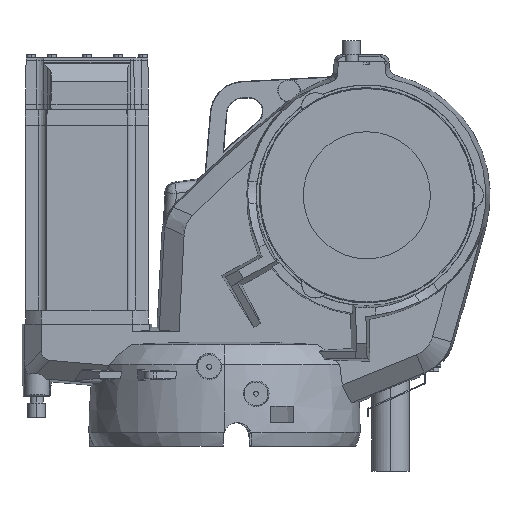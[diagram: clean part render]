
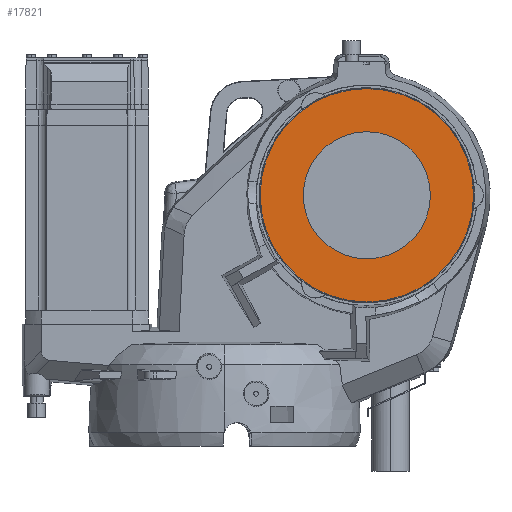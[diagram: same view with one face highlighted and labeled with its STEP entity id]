
A CAD part, front view. The second image highlights one B-rep face of the part: STEP entity #17821.
In plain terms, the highlighted planar face has unit normal (0, -1, 0).
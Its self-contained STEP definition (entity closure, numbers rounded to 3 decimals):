
#1461 = VERTEX_POINT ( 'NONE', #40864 ) ;
#2363 = CARTESIAN_POINT ( 'NONE',  ( 83., -145.4, 215. ) ) ;
#3900 = ORIENTED_EDGE ( 'NONE', *, *, #11813, .F. ) ;
#4841 = DIRECTION ( 'NONE',  ( 0., -1., 0. ) ) ;
#7004 = CIRCLE ( 'NONE', #12408, 67. ) ;
#9519 = DIRECTION ( 'NONE',  ( 1., 0., 0. ) ) ;
#10728 = VERTEX_POINT ( 'NONE', #19012 ) ;
#10775 = DIRECTION ( 'NONE',  ( 1., 0., 0. ) ) ;
#11627 = CARTESIAN_POINT ( 'NONE',  ( 150., -145.4, 215. ) ) ;
#11813 = EDGE_CURVE ( 'NONE', #30255, #41440, #7004, .T. ) ;
#12408 = AXIS2_PLACEMENT_3D ( 'NONE', #37322, #30559, #27372 ) ;
#13166 = DIRECTION ( 'NONE',  ( 0., 1., 0. ) ) ;
#13738 = ORIENTED_EDGE ( 'NONE', *, *, #15269, .F. ) ;
#14595 = ORIENTED_EDGE ( 'NONE', *, *, #32028, .F. ) ;
#15269 = EDGE_CURVE ( 'NONE', #41440, #30255, #20223, .T. ) ;
#16107 = PLANE ( 'NONE',  #35786 ) ;
#17821 = ADVANCED_FACE ( 'NONE', ( #25619, #22258 ), #16107, .F. ) ;
#17870 = CIRCLE ( 'NONE', #29358, 112.5 ) ;
#19012 = CARTESIAN_POINT ( 'NONE',  ( 262.5, -145.4, 215. ) ) ;
#19280 = EDGE_LOOP ( 'NONE', ( #3900, #13738 ) ) ;
#20223 = CIRCLE ( 'NONE', #35755, 67. ) ;
#21600 = DIRECTION ( 'NONE',  ( 0., 1., 0. ) ) ;
#22258 = FACE_BOUND ( 'NONE', #19280, .T. ) ;
#23699 = CIRCLE ( 'NONE', #27063, 112.5 ) ;
#25619 = FACE_OUTER_BOUND ( 'NONE', #27735, .T. ) ;
#27063 = AXIS2_PLACEMENT_3D ( 'NONE', #38991, #13166, #39194 ) ;
#27278 = CARTESIAN_POINT ( 'NONE',  ( 150., -145.4, 215. ) ) ;
#27372 = DIRECTION ( 'NONE',  ( 1., 0., 0. ) ) ;
#27735 = EDGE_LOOP ( 'NONE', ( #14595, #39157 ) ) ;
#28349 = DIRECTION ( 'NONE',  ( 1., 0., 0. ) ) ;
#29018 = DIRECTION ( 'NONE',  ( 0., 1., 0. ) ) ;
#29358 = AXIS2_PLACEMENT_3D ( 'NONE', #11627, #21600, #28349 ) ;
#30255 = VERTEX_POINT ( 'NONE', #39129 ) ;
#30559 = DIRECTION ( 'NONE',  ( 0., -1., 0. ) ) ;
#32028 = EDGE_CURVE ( 'NONE', #10728, #1461, #17870, .T. ) ;
#34675 = EDGE_CURVE ( 'NONE', #1461, #10728, #23699, .T. ) ;
#35755 = AXIS2_PLACEMENT_3D ( 'NONE', #27278, #4841, #10775 ) ;
#35786 = AXIS2_PLACEMENT_3D ( 'NONE', #38551, #29018, #9519 ) ;
#37322 = CARTESIAN_POINT ( 'NONE',  ( 150., -145.4, 215. ) ) ;
#38551 = CARTESIAN_POINT ( 'NONE',  ( 263.914, -145.4, 173.494 ) ) ;
#38991 = CARTESIAN_POINT ( 'NONE',  ( 150., -145.4, 215. ) ) ;
#39129 = CARTESIAN_POINT ( 'NONE',  ( 217., -145.4, 215. ) ) ;
#39157 = ORIENTED_EDGE ( 'NONE', *, *, #34675, .F. ) ;
#39194 = DIRECTION ( 'NONE',  ( 1., 0., 0. ) ) ;
#40864 = CARTESIAN_POINT ( 'NONE',  ( 37.5, -145.4, 215. ) ) ;
#41440 = VERTEX_POINT ( 'NONE', #2363 ) ;
